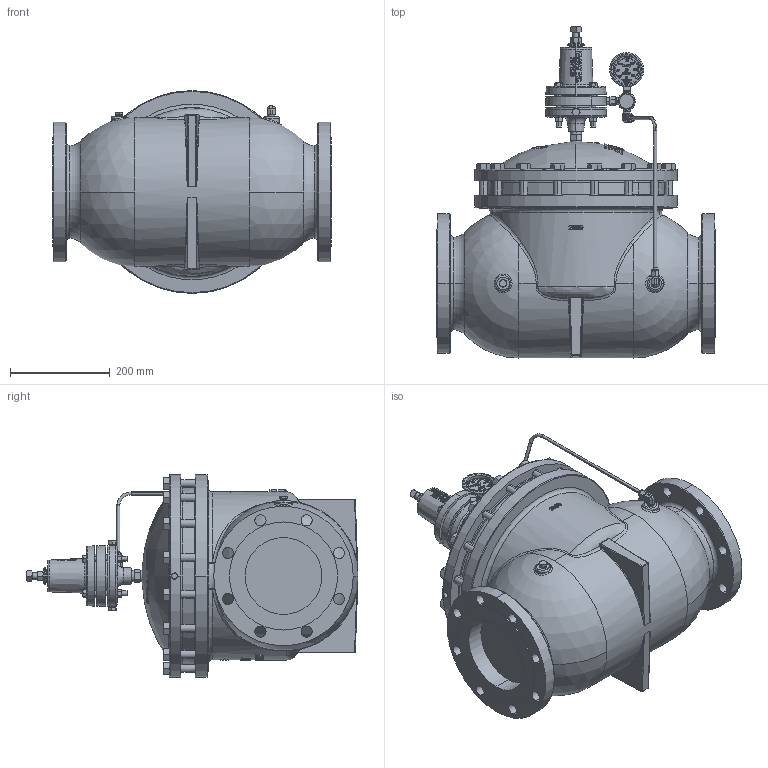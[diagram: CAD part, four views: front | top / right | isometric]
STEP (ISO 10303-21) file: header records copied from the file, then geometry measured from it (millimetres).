
FILE_DESCRIPTION (( 'STEP AP203' ), '1' );
FILE_NAME ('6 INCH 627 FGT BP-S (AGE).STEP', '2013-10-29T18:05:56', ( 'PCTech' ), ( 'Microsoft' ), 'SwSTEP 2.0', 'SolidWorks 2013', '' );
FILE_SCHEMA (( 'CONFIG_CONTROL_DESIGN' ));
Length unit declared in the file: inch
Products named in the file (1): 6 INCH 627 FGT BP-S (AGE)
Bounding box: 558.8 x 665.07 x 406.4 mm (x, y, z)
Volume: 48459409.6 mm3; surface area: 1230034.4 mm2
Topology: 1 solids, 1 shells, 3689 faces, 9629 edges, 6244 vertices
Faces by surface type: plane 1929, bspline 725, cylinder 568, cone 356, torus 60, sphere 51
Entity records: 161960 total; most frequent: CARTESIAN_POINT 76983, ORIENTED_EDGE 19246, DIRECTION 14990, EDGE_CURVE 9623, VERTEX_POINT 6244, AXIS2_PLACEMENT_3D 5001, VECTOR 4988, LINE 4988
